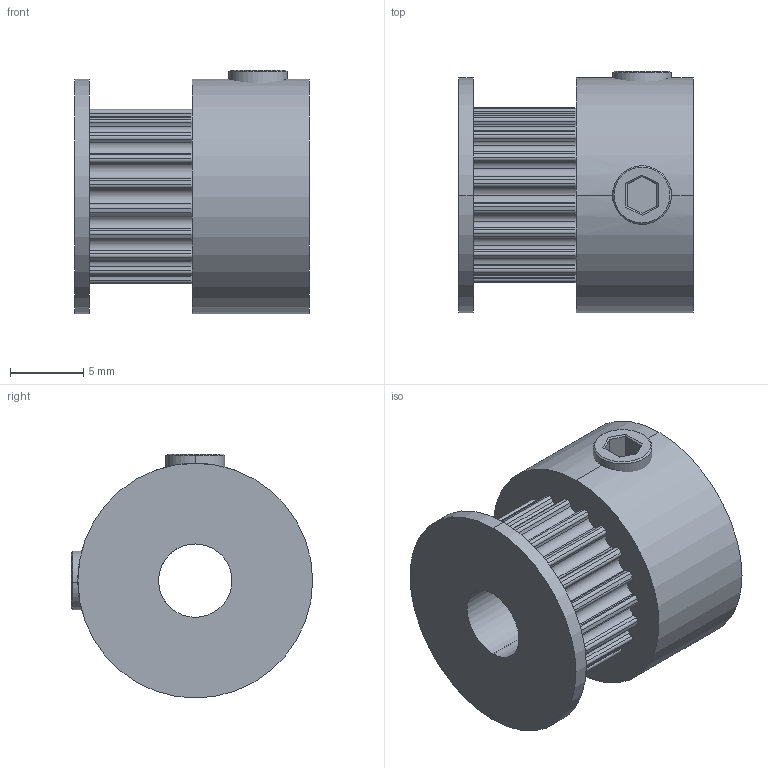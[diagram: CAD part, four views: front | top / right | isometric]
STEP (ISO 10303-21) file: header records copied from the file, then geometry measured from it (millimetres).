
FILE_DESCRIPTION (( 'STEP AP214' ), '1' );
FILE_NAME ('A113 Øêèâ GT2-20, ïîä âàë 5 ìì.STEP', '2019-10-21T14:47:50', ( 'Windows User' ), ( '' ), 'SwSTEP 2.0', 'SolidWorks 2019', '' );
FILE_SCHEMA (( 'AUTOMOTIVE_DESIGN' ));
Length unit declared in the file: millimetre
Products named in the file (3): S54 妈眚 篑蜞眍忸黜 DIN 916 󊅝_M4(4); A113 Øêèâ GT2-20, ïîä âàë 5 ìì; A113 Øêèâ GT2-20, ïîä âàë 5 ìì_Žá­®¢ 
Assembly tree (3 placements, depth 2):
  A113 Øêèâ GT2-20, ïîä âàë 5 ìì
    A113 Øêèâ GT2-20, ïîä âàë 5 ìì_Žá­®¢ 
    S54 妈眚 篑蜞眍忸黜 DIN 916 󊅝_M4(4)  x2
Bounding box: 16 x 16.45 x 16.63 mm (x, y, z)
Volume: 2185.1 mm3; surface area: 1926.5 mm2
Topology: 3 solids, 3 shells, 201 faces, 557 edges, 360 vertices
Faces by surface type: cylinder 153, plane 32, cone 16
Entity records: 6339 total; most frequent: CARTESIAN_POINT 1229, DIRECTION 1167, ORIENTED_EDGE 1014, EDGE_CURVE 507, AXIS2_PLACEMENT_3D 487, VERTEX_POINT 333, CIRCLE 302, LINE 193
